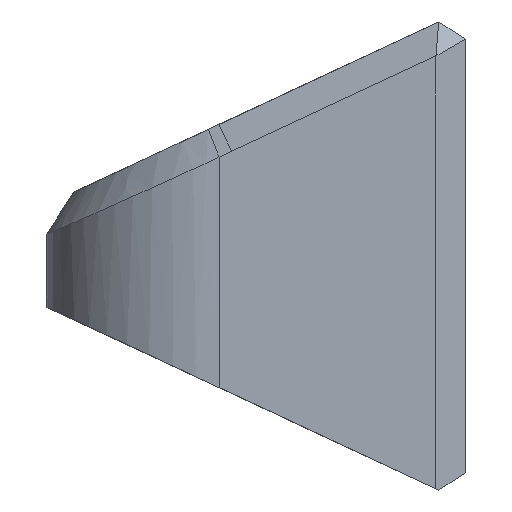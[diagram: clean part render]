
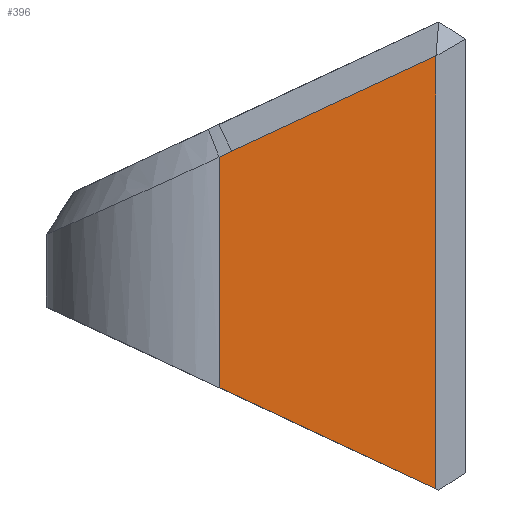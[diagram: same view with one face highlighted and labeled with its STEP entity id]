
A CAD part, left-side view. The second image highlights one B-rep face of the part: STEP entity #396.
In plain terms, the highlighted planar face has unit normal (-1, 0, 0).
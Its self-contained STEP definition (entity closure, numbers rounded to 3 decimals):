
#41=B_SPLINE_CURVE_WITH_KNOTS('',3,(#941,#942,#943,#944),.UNSPECIFIED.,
 .F.,.F.,(4,4),(1.498,1.571),.UNSPECIFIED.);
#58=FACE_OUTER_BOUND('',#81,.T.);
#81=EDGE_LOOP('',(#312,#313,#314,#315,#316));
#106=LINE('',#561,#143);
#111=LINE('',#570,#148);
#123=LINE('',#975,#160);
#124=LINE('',#976,#161);
#143=VECTOR('',#466,10.);
#148=VECTOR('',#475,10.);
#160=VECTOR('',#495,10.);
#161=VECTOR('',#496,10.);
#172=VERTEX_POINT('',#543);
#179=VERTEX_POINT('',#560);
#181=VERTEX_POINT('',#568);
#190=VERTEX_POINT('',#639);
#195=VERTEX_POINT('',#974);
#214=EDGE_CURVE('',#172,#179,#106,.T.);
#219=EDGE_CURVE('',#181,#172,#111,.T.);
#239=EDGE_CURVE('',#190,#181,#41,.T.);
#243=EDGE_CURVE('',#195,#190,#123,.T.);
#244=EDGE_CURVE('',#195,#179,#124,.T.);
#312=ORIENTED_EDGE('',*,*,#214,.F.);
#313=ORIENTED_EDGE('',*,*,#219,.F.);
#314=ORIENTED_EDGE('',*,*,#239,.F.);
#315=ORIENTED_EDGE('',*,*,#243,.F.);
#316=ORIENTED_EDGE('',*,*,#244,.T.);
#377=PLANE('',#429);
#396=ADVANCED_FACE('',(#58),#377,.T.);
#429=AXIS2_PLACEMENT_3D('',#973,#493,#494);
#466=DIRECTION('',(0.,0.,-1.));
#475=DIRECTION('',(0.,-0.906,0.423));
#493=DIRECTION('center_axis',(-1.,0.,0.));
#494=DIRECTION('ref_axis',(0.,-1.,0.));
#495=DIRECTION('',(0.,0.,1.));
#496=DIRECTION('',(0.,-0.906,-0.423));
#543=CARTESIAN_POINT('',(-17.5,-22.,45.291));
#560=CARTESIAN_POINT('',(-17.5,-22.,1.399));
#561=CARTESIAN_POINT('',(-17.5,-22.,0.));
#568=CARTESIAN_POINT('',(-17.5,-1.268,35.623));
#570=CARTESIAN_POINT('',(-17.5,14.825,28.119));
#639=CARTESIAN_POINT('',(-17.5,0.,35.033));
#941=CARTESIAN_POINT('Ctrl Pts',(-17.5,0.,35.033));
#942=CARTESIAN_POINT('Ctrl Pts',(-17.5,-0.424,35.23));
#943=CARTESIAN_POINT('Ctrl Pts',(-17.5,-0.846,35.427));
#944=CARTESIAN_POINT('Ctrl Pts',(-17.5,-1.268,35.623));
#973=CARTESIAN_POINT('Origin',(-17.5,0.,0.));
#974=CARTESIAN_POINT('',(-17.5,0.,11.658));
#975=CARTESIAN_POINT('',(-17.5,0.,0.));
#976=CARTESIAN_POINT('',(-17.5,-14.733,4.788));
